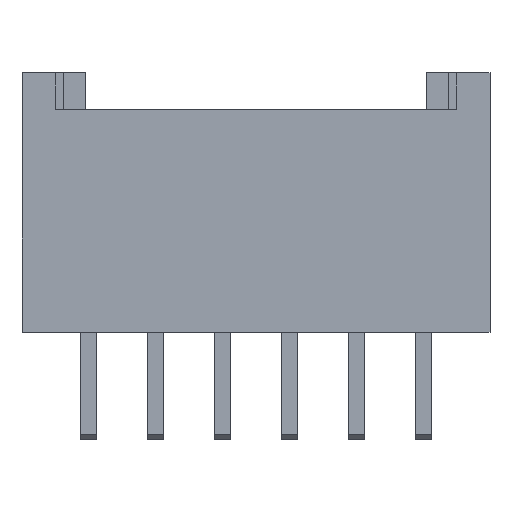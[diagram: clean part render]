
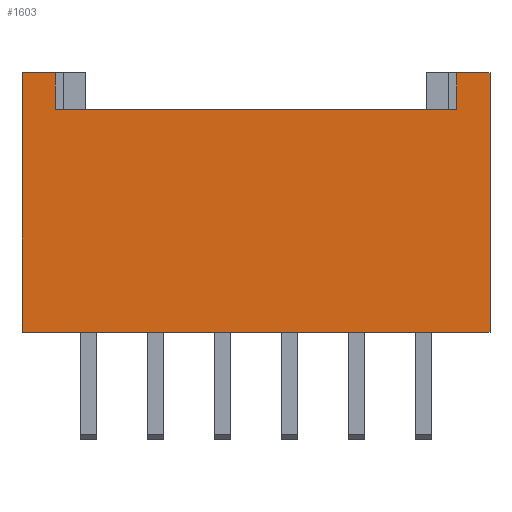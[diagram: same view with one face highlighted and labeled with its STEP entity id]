
A CAD part, front view. The second image highlights one B-rep face of the part: STEP entity #1603.
In plain terms, the highlighted planar face has unit normal (0, -1, 0).
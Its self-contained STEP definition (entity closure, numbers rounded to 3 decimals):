
#11 = EDGE_CURVE ( 'NONE', #2106, #407, #1250, .T. ) ;
#33 = VERTEX_POINT ( 'NONE', #2762 ) ;
#36 = AXIS2_PLACEMENT_3D ( 'NONE', #2071, #508, #2316 ) ;
#58 = EDGE_CURVE ( 'NONE', #411, #33, #940, .T. ) ;
#76 = CARTESIAN_POINT ( 'NONE',  ( 4.99, 0., 4.6 ) ) ;
#86 = VECTOR ( 'NONE', #1213, 1000. ) ;
#103 = ORIENTED_EDGE ( 'NONE', *, *, #3253, .T. ) ;
#262 = VECTOR ( 'NONE', #585, 1000. ) ;
#407 = VERTEX_POINT ( 'NONE', #76 ) ;
#411 = VERTEX_POINT ( 'NONE', #2893 ) ;
#461 = EDGE_CURVE ( 'NONE', #2170, #1230, #2108, .T. ) ;
#508 = DIRECTION ( 'NONE',  ( 0., -1., 0. ) ) ;
#558 = VECTOR ( 'NONE', #3025, 1000. ) ;
#585 = DIRECTION ( 'NONE',  ( 0., 0., 1. ) ) ;
#613 = FACE_OUTER_BOUND ( 'NONE', #801, .T. ) ;
#615 = VERTEX_POINT ( 'NONE', #3117 ) ;
#761 = LINE ( 'NONE', #3018, #86 ) ;
#789 = DIRECTION ( 'NONE',  ( -1., 0., 0. ) ) ;
#801 = EDGE_LOOP ( 'NONE', ( #1044, #103, #3244, #1024, #1508, #2084, #1223, #2009 ) ) ;
#920 = LINE ( 'NONE', #929, #1617 ) ;
#929 = CARTESIAN_POINT ( 'NONE',  ( 4., 0., 4.6 ) ) ;
#940 = LINE ( 'NONE', #2793, #262 ) ;
#1004 = DIRECTION ( 'NONE',  ( 0., 0., -1. ) ) ;
#1011 = DIRECTION ( 'NONE',  ( -1., 0., 0. ) ) ;
#1016 = PLANE ( 'NONE',  #36 ) ;
#1024 = ORIENTED_EDGE ( 'NONE', *, *, #11, .F. ) ;
#1044 = ORIENTED_EDGE ( 'NONE', *, *, #58, .F. ) ;
#1097 = VECTOR ( 'NONE', #1011, 1000. ) ;
#1133 = CARTESIAN_POINT ( 'NONE',  ( 4.99, 0., -3.15 ) ) ;
#1213 = DIRECTION ( 'NONE',  ( 0., 0., 1. ) ) ;
#1223 = ORIENTED_EDGE ( 'NONE', *, *, #1571, .F. ) ;
#1230 = VERTEX_POINT ( 'NONE', #1633 ) ;
#1250 = LINE ( 'NONE', #2506, #558 ) ;
#1264 = DIRECTION ( 'NONE',  ( 1., 0., 0. ) ) ;
#1282 = VERTEX_POINT ( 'NONE', #1133 ) ;
#1472 = VECTOR ( 'NONE', #1004, 1000. ) ;
#1508 = ORIENTED_EDGE ( 'NONE', *, *, #2094, .T. ) ;
#1571 = EDGE_CURVE ( 'NONE', #615, #1230, #2768, .T. ) ;
#1603 = ADVANCED_FACE ( 'NONE', ( #613 ), #1016, .T. ) ;
#1617 = VECTOR ( 'NONE', #2498, 1000. ) ;
#1633 = CARTESIAN_POINT ( 'NONE',  ( -8., 0., 3.5 ) ) ;
#1796 = CARTESIAN_POINT ( 'NONE',  ( -5., 0., 4.6 ) ) ;
#1801 = LINE ( 'NONE', #1796, #1097 ) ;
#1959 = VECTOR ( 'NONE', #1264, 1000. ) ;
#2009 = ORIENTED_EDGE ( 'NONE', *, *, #3296, .T. ) ;
#2071 = CARTESIAN_POINT ( 'NONE',  ( -5., 0., 4.6 ) ) ;
#2084 = ORIENTED_EDGE ( 'NONE', *, *, #461, .T. ) ;
#2094 = EDGE_CURVE ( 'NONE', #2106, #2170, #920, .T. ) ;
#2106 = VERTEX_POINT ( 'NONE', #2488 ) ;
#2108 = LINE ( 'NONE', #2854, #2705 ) ;
#2135 = EDGE_CURVE ( 'NONE', #1282, #407, #761, .T. ) ;
#2170 = VERTEX_POINT ( 'NONE', #2775 ) ;
#2316 = DIRECTION ( 'NONE',  ( 0., 0., -1. ) ) ;
#2488 = CARTESIAN_POINT ( 'NONE',  ( 4., 0., 4.6 ) ) ;
#2498 = DIRECTION ( 'NONE',  ( 0., 0., -1. ) ) ;
#2506 = CARTESIAN_POINT ( 'NONE',  ( 1., 0., 4.6 ) ) ;
#2562 = LINE ( 'NONE', #2817, #1959 ) ;
#2563 = CARTESIAN_POINT ( 'NONE',  ( -8., 0., 4.6 ) ) ;
#2705 = VECTOR ( 'NONE', #789, 1000. ) ;
#2762 = CARTESIAN_POINT ( 'NONE',  ( -8.99, 0., 4.6 ) ) ;
#2768 = LINE ( 'NONE', #2563, #1472 ) ;
#2775 = CARTESIAN_POINT ( 'NONE',  ( 4., 0., 3.5 ) ) ;
#2793 = CARTESIAN_POINT ( 'NONE',  ( -8.99, 0., 4.6 ) ) ;
#2817 = CARTESIAN_POINT ( 'NONE',  ( -5., 0., -3.15 ) ) ;
#2854 = CARTESIAN_POINT ( 'NONE',  ( -5., 0., 3.5 ) ) ;
#2893 = CARTESIAN_POINT ( 'NONE',  ( -8.99, 0., -3.15 ) ) ;
#3018 = CARTESIAN_POINT ( 'NONE',  ( 4.99, 0., 0.75 ) ) ;
#3025 = DIRECTION ( 'NONE',  ( 1., 0., 0. ) ) ;
#3117 = CARTESIAN_POINT ( 'NONE',  ( -8., 0., 4.6 ) ) ;
#3244 = ORIENTED_EDGE ( 'NONE', *, *, #2135, .T. ) ;
#3253 = EDGE_CURVE ( 'NONE', #411, #1282, #2562, .T. ) ;
#3296 = EDGE_CURVE ( 'NONE', #615, #33, #1801, .T. ) ;
